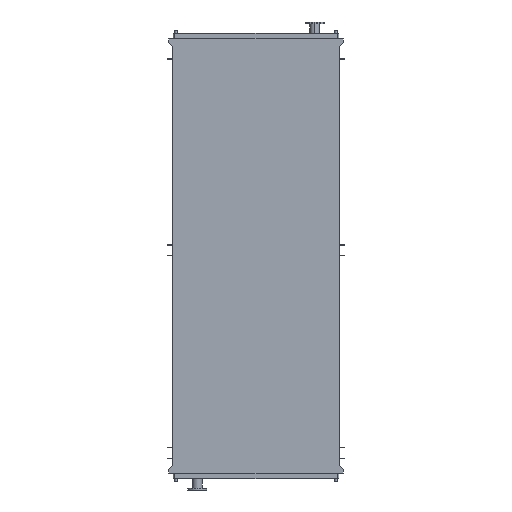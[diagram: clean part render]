
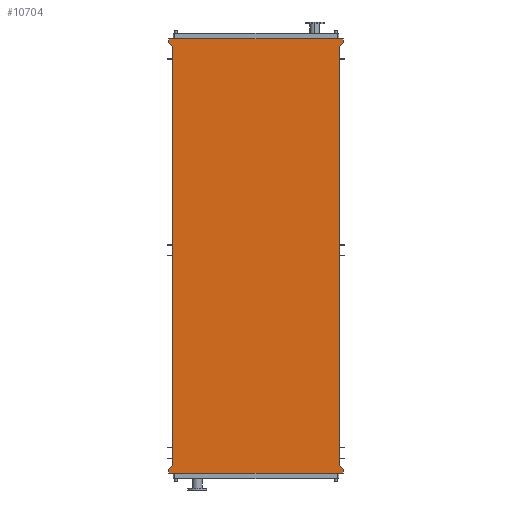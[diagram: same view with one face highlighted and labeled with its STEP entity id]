
A CAD part, front view. The second image highlights one B-rep face of the part: STEP entity #10704.
In plain terms, the highlighted planar face has unit normal (0, -1, 0).
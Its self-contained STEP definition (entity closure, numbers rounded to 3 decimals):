
#235 = DIRECTION ( 'NONE',  ( 0.655, 0., 0.755 ) ) ;
#245 = VECTOR ( 'NONE', #21400, 1000. ) ;
#254 = DIRECTION ( 'NONE',  ( 0., 0., 1. ) ) ;
#331 = CARTESIAN_POINT ( 'NONE',  ( -1011., 0., -4945. ) ) ;
#436 = EDGE_CURVE ( 'NONE', #14564, #627, #23228, .T. ) ;
#627 = VERTEX_POINT ( 'NONE', #6212 ) ;
#658 = PLANE ( 'NONE',  #4155 ) ;
#883 = DIRECTION ( 'NONE',  ( 0., 0., 1. ) ) ;
#957 = ORIENTED_EDGE ( 'NONE', *, *, #21488, .F. ) ;
#1329 = CARTESIAN_POINT ( 'NONE',  ( 1011., 0., -4945. ) ) ;
#1422 = EDGE_LOOP ( 'NONE', ( #16711, #3231, #13522, #12090, #18169, #7570, #2420, #6456, #13964, #6615, #957, #12769 ) ) ;
#1482 = EDGE_CURVE ( 'NONE', #22690, #15418, #12221, .T. ) ;
#2370 = CARTESIAN_POINT ( 'NONE',  ( -1011., 0., -4903. ) ) ;
#2380 = CARTESIAN_POINT ( 'NONE',  ( -1011., 0., 95. ) ) ;
#2420 = ORIENTED_EDGE ( 'NONE', *, *, #19766, .F. ) ;
#2441 = EDGE_CURVE ( 'NONE', #17312, #22690, #6065, .T. ) ;
#2464 = LINE ( 'NONE', #13804, #12935 ) ;
#2979 = FACE_OUTER_BOUND ( 'NONE', #1422, .T. ) ;
#3231 = ORIENTED_EDGE ( 'NONE', *, *, #6803, .F. ) ;
#3612 = VERTEX_POINT ( 'NONE', #22300 ) ;
#3620 = VERTEX_POINT ( 'NONE', #5589 ) ;
#3783 = CARTESIAN_POINT ( 'NONE',  ( 1011., 0., 95. ) ) ;
#3924 = LINE ( 'NONE', #20756, #12088 ) ;
#4155 = AXIS2_PLACEMENT_3D ( 'NONE', #8349, #17496, #8112 ) ;
#4525 = DIRECTION ( 'NONE',  ( 1., 0., 0. ) ) ;
#4756 = EDGE_CURVE ( 'NONE', #15209, #7333, #14281, .T. ) ;
#4801 = EDGE_CURVE ( 'NONE', #20411, #15209, #3924, .T. ) ;
#5025 = EDGE_CURVE ( 'NONE', #14564, #23989, #23983, .T. ) ;
#5582 = EDGE_CURVE ( 'NONE', #3612, #3620, #17244, .T. ) ;
#5589 = CARTESIAN_POINT ( 'NONE',  ( -1011., 0., 53. ) ) ;
#5625 = LINE ( 'NONE', #20641, #21165 ) ;
#6065 = LINE ( 'NONE', #331, #18701 ) ;
#6212 = CARTESIAN_POINT ( 'NONE',  ( 1011., 0., -4903. ) ) ;
#6366 = VECTOR ( 'NONE', #7058, 1000. ) ;
#6456 = ORIENTED_EDGE ( 'NONE', *, *, #24081, .F. ) ;
#6615 = ORIENTED_EDGE ( 'NONE', *, *, #2441, .F. ) ;
#6803 = EDGE_CURVE ( 'NONE', #7333, #23989, #8754, .T. ) ;
#6827 = VECTOR ( 'NONE', #235, 1000. ) ;
#7058 = DIRECTION ( 'NONE',  ( 0., 0., -1. ) ) ;
#7333 = VERTEX_POINT ( 'NONE', #23123 ) ;
#7570 = ORIENTED_EDGE ( 'NONE', *, *, #5582, .F. ) ;
#8112 = DIRECTION ( 'NONE',  ( 0., 0., -1. ) ) ;
#8349 = CARTESIAN_POINT ( 'NONE',  ( -965., 0., -4850. ) ) ;
#8709 = CARTESIAN_POINT ( 'NONE',  ( 1011., 0., -4903. ) ) ;
#8754 = LINE ( 'NONE', #23506, #22711 ) ;
#9479 = CARTESIAN_POINT ( 'NONE',  ( 965., 0., -4850. ) ) ;
#10287 = DIRECTION ( 'NONE',  ( -0.655, 0., 0.755 ) ) ;
#10704 = ADVANCED_FACE ( 'NONE', ( #2979 ), #658, .T. ) ;
#10918 = VECTOR ( 'NONE', #14713, 1000. ) ;
#11149 = CARTESIAN_POINT ( 'NONE',  ( -1011., 0., -4945. ) ) ;
#11871 = CARTESIAN_POINT ( 'NONE',  ( -965., 0., 0. ) ) ;
#12078 = LINE ( 'NONE', #1329, #6366 ) ;
#12088 = VECTOR ( 'NONE', #4525, 1000. ) ;
#12090 = ORIENTED_EDGE ( 'NONE', *, *, #4801, .F. ) ;
#12107 = CARTESIAN_POINT ( 'NONE',  ( -965., 0., -4850. ) ) ;
#12221 = LINE ( 'NONE', #23441, #18969 ) ;
#12452 = DIRECTION ( 'NONE',  ( 0., 0., -1. ) ) ;
#12769 = ORIENTED_EDGE ( 'NONE', *, *, #436, .F. ) ;
#12935 = VECTOR ( 'NONE', #15520, 1000. ) ;
#13522 = ORIENTED_EDGE ( 'NONE', *, *, #4756, .F. ) ;
#13804 = CARTESIAN_POINT ( 'NONE',  ( -965., 0., -4850. ) ) ;
#13890 = VERTEX_POINT ( 'NONE', #12107 ) ;
#13964 = ORIENTED_EDGE ( 'NONE', *, *, #1482, .F. ) ;
#14249 = CARTESIAN_POINT ( 'NONE',  ( 1011., 0., -4945. ) ) ;
#14281 = LINE ( 'NONE', #21966, #22615 ) ;
#14564 = VERTEX_POINT ( 'NONE', #9479 ) ;
#14713 = DIRECTION ( 'NONE',  ( 0., 0., 1. ) ) ;
#14843 = VECTOR ( 'NONE', #10287, 1000. ) ;
#15209 = VERTEX_POINT ( 'NONE', #3783 ) ;
#15418 = VERTEX_POINT ( 'NONE', #2370 ) ;
#15520 = DIRECTION ( 'NONE',  ( 0., 0., 1. ) ) ;
#16711 = ORIENTED_EDGE ( 'NONE', *, *, #5025, .T. ) ;
#17071 = CARTESIAN_POINT ( 'NONE',  ( -965., 0., -4850. ) ) ;
#17244 = LINE ( 'NONE', #11871, #14843 ) ;
#17312 = VERTEX_POINT ( 'NONE', #14249 ) ;
#17496 = DIRECTION ( 'NONE',  ( 0., -1., 0. ) ) ;
#17684 = CARTESIAN_POINT ( 'NONE',  ( 965., 0., -4850. ) ) ;
#18169 = ORIENTED_EDGE ( 'NONE', *, *, #21230, .F. ) ;
#18701 = VECTOR ( 'NONE', #20718, 1000. ) ;
#18917 = LINE ( 'NONE', #17071, #6827 ) ;
#18969 = VECTOR ( 'NONE', #883, 1000. ) ;
#19766 = EDGE_CURVE ( 'NONE', #13890, #3612, #2464, .T. ) ;
#20411 = VERTEX_POINT ( 'NONE', #2380 ) ;
#20498 = CARTESIAN_POINT ( 'NONE',  ( 965., 0., 0. ) ) ;
#20641 = CARTESIAN_POINT ( 'NONE',  ( -1011., 0., 53. ) ) ;
#20718 = DIRECTION ( 'NONE',  ( -1., 0., 0. ) ) ;
#20756 = CARTESIAN_POINT ( 'NONE',  ( -1011., 0., 95. ) ) ;
#21165 = VECTOR ( 'NONE', #254, 1000. ) ;
#21230 = EDGE_CURVE ( 'NONE', #3620, #20411, #5625, .T. ) ;
#21400 = DIRECTION ( 'NONE',  ( 0.655, 0., -0.755 ) ) ;
#21488 = EDGE_CURVE ( 'NONE', #627, #17312, #12078, .T. ) ;
#21966 = CARTESIAN_POINT ( 'NONE',  ( 1011., 0., 95. ) ) ;
#22300 = CARTESIAN_POINT ( 'NONE',  ( -965., 0., 0. ) ) ;
#22615 = VECTOR ( 'NONE', #12452, 1000. ) ;
#22690 = VERTEX_POINT ( 'NONE', #11149 ) ;
#22711 = VECTOR ( 'NONE', #23384, 1000. ) ;
#23123 = CARTESIAN_POINT ( 'NONE',  ( 1011., 0., 53. ) ) ;
#23228 = LINE ( 'NONE', #8709, #245 ) ;
#23384 = DIRECTION ( 'NONE',  ( -0.655, 0., -0.755 ) ) ;
#23441 = CARTESIAN_POINT ( 'NONE',  ( -1011., 0., -4903. ) ) ;
#23506 = CARTESIAN_POINT ( 'NONE',  ( 1011., 0., 53. ) ) ;
#23983 = LINE ( 'NONE', #17684, #10918 ) ;
#23989 = VERTEX_POINT ( 'NONE', #20498 ) ;
#24081 = EDGE_CURVE ( 'NONE', #15418, #13890, #18917, .T. ) ;
